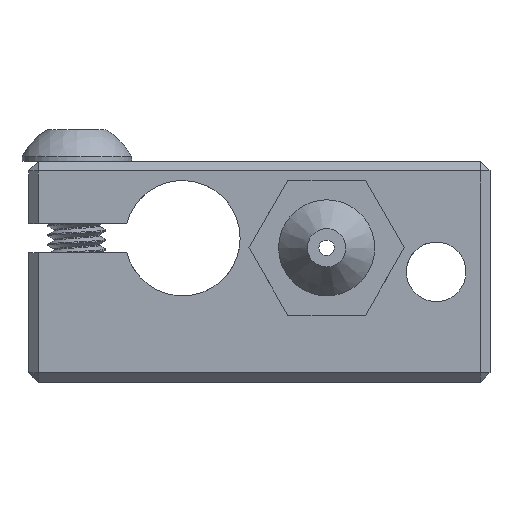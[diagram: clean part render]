
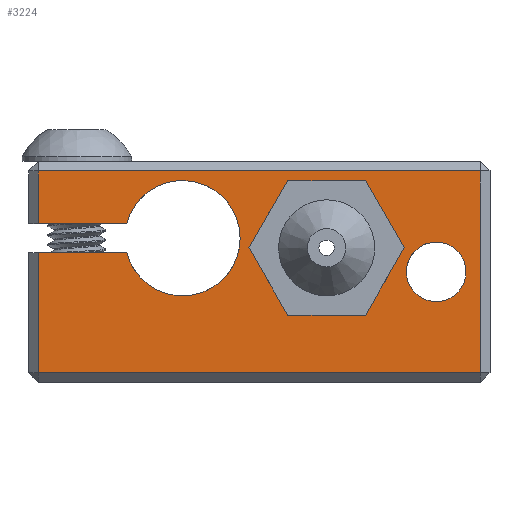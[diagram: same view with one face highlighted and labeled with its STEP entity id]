
A CAD part, front view. The second image highlights one B-rep face of the part: STEP entity #3224.
In plain terms, the highlighted planar face has unit normal (0, -1, 0).
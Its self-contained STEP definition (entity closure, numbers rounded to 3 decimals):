
#144=FACE_BOUND('',#725,.T.);
#145=FACE_BOUND('',#726,.T.);
#346=CIRCLE('',#3521,3.518);
#350=CIRCLE('',#3527,3.);
#351=CIRCLE('',#3528,1.55);
#519=FACE_OUTER_BOUND('',#724,.T.);
#724=EDGE_LOOP('',(#2377,#2378,#2379,#2380,#2381,#2382,#2383,#2384));
#725=EDGE_LOOP('',(#2385));
#726=EDGE_LOOP('',(#2386));
#894=LINE('',#4661,#1123);
#916=LINE('',#4708,#1145);
#920=LINE('',#4715,#1149);
#964=LINE('',#4827,#1193);
#967=LINE('',#4831,#1196);
#991=LINE('',#5010,#1220);
#992=LINE('',#5013,#1221);
#1123=VECTOR('',#3771,10.);
#1145=VECTOR('',#3809,10.);
#1149=VECTOR('',#3815,10.);
#1193=VECTOR('',#3931,10.);
#1196=VECTOR('',#3936,10.);
#1220=VECTOR('',#4056,10.);
#1221=VECTOR('',#4059,10.);
#1350=VERTEX_POINT('',#4654);
#1352=VERTEX_POINT('',#4659);
#1353=VERTEX_POINT('',#4664);
#1361=VERTEX_POINT('',#4687);
#1369=VERTEX_POINT('',#4704);
#1370=VERTEX_POINT('',#4711);
#1434=VERTEX_POINT('',#4997);
#1438=VERTEX_POINT('',#5009);
#1439=VERTEX_POINT('',#5011);
#1440=VERTEX_POINT('',#5014);
#1653=EDGE_CURVE('',#1352,#1350,#894,.T.);
#1675=EDGE_CURVE('',#1361,#1369,#916,.T.);
#1679=EDGE_CURVE('',#1369,#1370,#920,.T.);
#1737=EDGE_CURVE('',#1353,#1361,#964,.T.);
#1740=EDGE_CURVE('',#1350,#1353,#967,.T.);
#1789=EDGE_CURVE('',#1434,#1434,#346,.T.);
#1795=EDGE_CURVE('',#1352,#1438,#991,.T.);
#1796=EDGE_CURVE('',#1438,#1439,#350,.T.);
#1797=EDGE_CURVE('',#1439,#1370,#992,.T.);
#1798=EDGE_CURVE('',#1440,#1440,#351,.T.);
#2377=ORIENTED_EDGE('',*,*,#1653,.F.);
#2378=ORIENTED_EDGE('',*,*,#1795,.T.);
#2379=ORIENTED_EDGE('',*,*,#1796,.T.);
#2380=ORIENTED_EDGE('',*,*,#1797,.T.);
#2381=ORIENTED_EDGE('',*,*,#1679,.F.);
#2382=ORIENTED_EDGE('',*,*,#1675,.F.);
#2383=ORIENTED_EDGE('',*,*,#1737,.F.);
#2384=ORIENTED_EDGE('',*,*,#1740,.F.);
#2385=ORIENTED_EDGE('',*,*,#1798,.T.);
#2386=ORIENTED_EDGE('',*,*,#1789,.F.);
#3118=PLANE('',#3526);
#3224=ADVANCED_FACE('',(#519,#144,#145),#3118,.T.);
#3521=AXIS2_PLACEMENT_3D('',#4998,#4042,#4043);
#3526=AXIS2_PLACEMENT_3D('',#5008,#4054,#4055);
#3527=AXIS2_PLACEMENT_3D('',#5012,#4057,#4058);
#3528=AXIS2_PLACEMENT_3D('',#5015,#4060,#4061);
#3771=DIRECTION('',(0.,0.,1.));
#3809=DIRECTION('',(-1.,0.,0.));
#3815=DIRECTION('',(0.,0.,1.));
#3931=DIRECTION('',(0.,0.,-1.));
#3936=DIRECTION('',(1.,0.,0.));
#4042=DIRECTION('center_axis',(0.,-1.,0.));
#4043=DIRECTION('ref_axis',(0.,0.,1.));
#4054=DIRECTION('center_axis',(0.,-1.,0.));
#4055=DIRECTION('ref_axis',(1.,0.,0.));
#4056=DIRECTION('',(1.,0.,0.));
#4057=DIRECTION('center_axis',(0.,1.,0.));
#4058=DIRECTION('ref_axis',(0.,0.,1.));
#4059=DIRECTION('',(-1.,0.,0.));
#4060=DIRECTION('center_axis',(0.,1.,0.));
#4061=DIRECTION('ref_axis',(0.,0.,1.));
#4654=CARTESIAN_POINT('',(0.5,0.,11.));
#4659=CARTESIAN_POINT('',(0.5,0.,8.25));
#4661=CARTESIAN_POINT('',(0.5,0.,0.));
#4664=CARTESIAN_POINT('',(23.5,0.,11.));
#4687=CARTESIAN_POINT('',(23.5,0.,0.5));
#4704=CARTESIAN_POINT('',(0.5,0.,0.5));
#4708=CARTESIAN_POINT('',(6.,0.,0.5));
#4711=CARTESIAN_POINT('',(0.5,0.,6.75));
#4715=CARTESIAN_POINT('',(0.5,0.,0.));
#4827=CARTESIAN_POINT('',(23.5,0.,0.));
#4831=CARTESIAN_POINT('',(6.,0.,11.));
#4997=CARTESIAN_POINT('',(15.5,0.,3.483));
#4998=CARTESIAN_POINT('Origin',(15.5,0.,7.));
#5008=CARTESIAN_POINT('Origin',(0.,0.,0.));
#5009=CARTESIAN_POINT('',(5.095,0.,8.25));
#5010=CARTESIAN_POINT('',(2.548,0.,8.25));
#5011=CARTESIAN_POINT('',(5.095,0.,6.75));
#5012=CARTESIAN_POINT('Origin',(8.,0.,7.5));
#5013=CARTESIAN_POINT('',(0.,0.,6.75));
#5014=CARTESIAN_POINT('',(21.2,0.,4.2));
#5015=CARTESIAN_POINT('Origin',(21.2,0.,5.75));
